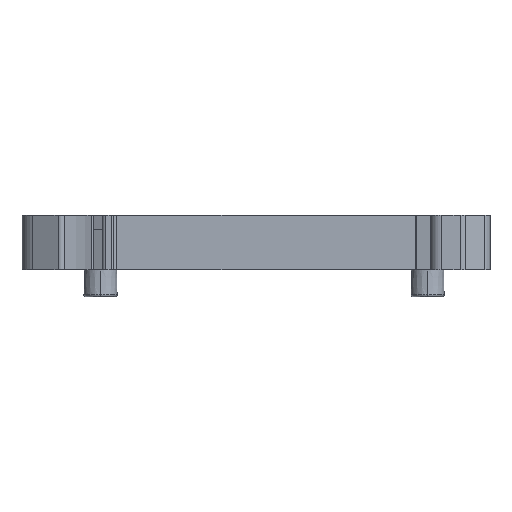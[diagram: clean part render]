
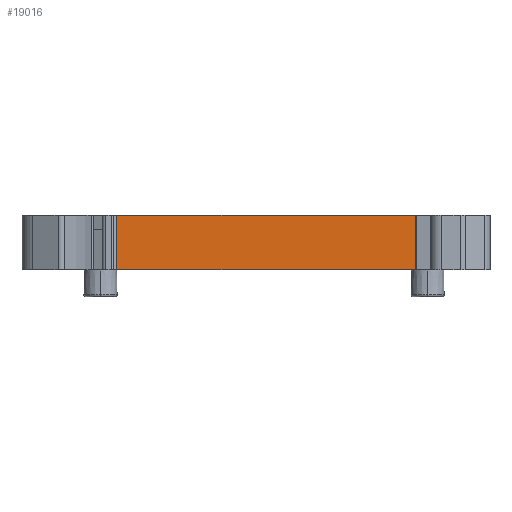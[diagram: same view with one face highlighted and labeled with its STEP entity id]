
A CAD part, front view. The second image highlights one B-rep face of the part: STEP entity #19016.
In plain terms, the highlighted planar face has unit normal (0, -1, 0).
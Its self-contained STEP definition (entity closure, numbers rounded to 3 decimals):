
#756 = PLANE('',#757);
#757 = AXIS2_PLACEMENT_3D('',#758,#759,#760);
#758 = CARTESIAN_POINT('',(0.,0.5,5.1));
#759 = DIRECTION('',(0.,0.,-1.));
#760 = DIRECTION('',(-1.,0.,0.));
#2920 = CYLINDRICAL_SURFACE('',#2921,0.3);
#2921 = AXIS2_PLACEMENT_3D('',#2922,#2923,#2924);
#2922 = CARTESIAN_POINT('',(14.085,0.5,5.189));
#2923 = DIRECTION('',(0.,0.,-1.));
#2924 = DIRECTION('',(0.,1.,0.));
#2933 = VERTEX_POINT('',#2934);
#2934 = CARTESIAN_POINT('',(14.085,0.8,5.1));
#2956 = EDGE_CURVE('',#2933,#2957,#2959,.T.);
#2957 = VERTEX_POINT('',#2958);
#2958 = CARTESIAN_POINT('',(-13.7,0.8,5.1));
#2959 = SURFACE_CURVE('',#2960,(#2964,#2971),.PCURVE_S1.);
#2960 = LINE('',#2961,#2962);
#2961 = CARTESIAN_POINT('',(14.085,0.8,5.1));
#2962 = VECTOR('',#2963,1.);
#2963 = DIRECTION('',(-1.,0.,0.));
#2964 = PCURVE('',#756,#2965);
#2965 = DEFINITIONAL_REPRESENTATION('',(#2966),#2970);
#2966 = LINE('',#2967,#2968);
#2967 = CARTESIAN_POINT('',(-14.085,0.3));
#2968 = VECTOR('',#2969,1.);
#2969 = DIRECTION('',(1.,0.));
#2970 = ( GEOMETRIC_REPRESENTATION_CONTEXT(2) 
PARAMETRIC_REPRESENTATION_CONTEXT() REPRESENTATION_CONTEXT('2D SPACE',''
  ) );
#2971 = PCURVE('',#2972,#2977);
#2972 = PLANE('',#2973);
#2973 = AXIS2_PLACEMENT_3D('',#2974,#2975,#2976);
#2974 = CARTESIAN_POINT('',(14.111,0.8,5.1));
#2975 = DIRECTION('',(0.,1.,0.));
#2976 = DIRECTION('',(-1.,0.,0.));
#2977 = DEFINITIONAL_REPRESENTATION('',(#2978),#2982);
#2978 = LINE('',#2979,#2980);
#2979 = CARTESIAN_POINT('',(0.026,0.));
#2980 = VECTOR('',#2981,1.);
#2981 = DIRECTION('',(1.,0.));
#2982 = ( GEOMETRIC_REPRESENTATION_CONTEXT(2) 
PARAMETRIC_REPRESENTATION_CONTEXT() REPRESENTATION_CONTEXT('2D SPACE',''
  ) );
#3001 = CYLINDRICAL_SURFACE('',#3002,0.3);
#3002 = AXIS2_PLACEMENT_3D('',#3003,#3004,#3005);
#3003 = CARTESIAN_POINT('',(-13.7,0.5,5.189));
#3004 = DIRECTION('',(0.,0.,-1.));
#3005 = DIRECTION('',(-1.,0.,0.));
#5310 = PLANE('',#5311);
#5311 = AXIS2_PLACEMENT_3D('',#5312,#5313,#5314);
#5312 = CARTESIAN_POINT('',(0.,0.5,0.));
#5313 = DIRECTION('',(0.,0.,-1.));
#5314 = DIRECTION('',(-1.,0.,0.));
#8730 = VERTEX_POINT('',#8731);
#8731 = CARTESIAN_POINT('',(-13.7,0.8,0.));
#8757 = EDGE_CURVE('',#8758,#8730,#8760,.T.);
#8758 = VERTEX_POINT('',#8759);
#8759 = CARTESIAN_POINT('',(14.085,0.8,0.));
#8760 = SURFACE_CURVE('',#8761,(#8765,#8772),.PCURVE_S1.);
#8761 = LINE('',#8762,#8763);
#8762 = CARTESIAN_POINT('',(14.085,0.8,0.));
#8763 = VECTOR('',#8764,1.);
#8764 = DIRECTION('',(-1.,0.,0.));
#8765 = PCURVE('',#5310,#8766);
#8766 = DEFINITIONAL_REPRESENTATION('',(#8767),#8771);
#8767 = LINE('',#8768,#8769);
#8768 = CARTESIAN_POINT('',(-14.085,0.3));
#8769 = VECTOR('',#8770,1.);
#8770 = DIRECTION('',(1.,0.));
#8771 = ( GEOMETRIC_REPRESENTATION_CONTEXT(2) 
PARAMETRIC_REPRESENTATION_CONTEXT() REPRESENTATION_CONTEXT('2D SPACE',''
  ) );
#8772 = PCURVE('',#2972,#8773);
#8773 = DEFINITIONAL_REPRESENTATION('',(#8774),#8778);
#8774 = LINE('',#8775,#8776);
#8775 = CARTESIAN_POINT('',(0.026,-5.1));
#8776 = VECTOR('',#8777,1.);
#8777 = DIRECTION('',(1.,0.));
#8778 = ( GEOMETRIC_REPRESENTATION_CONTEXT(2) 
PARAMETRIC_REPRESENTATION_CONTEXT() REPRESENTATION_CONTEXT('2D SPACE',''
  ) );
#18995 = EDGE_CURVE('',#2957,#8730,#18996,.T.);
#18996 = SURFACE_CURVE('',#18997,(#19001,#19008),.PCURVE_S1.);
#18997 = LINE('',#18998,#18999);
#18998 = CARTESIAN_POINT('',(-13.7,0.8,5.1));
#18999 = VECTOR('',#19000,1.);
#19000 = DIRECTION('',(0.,0.,-1.));
#19001 = PCURVE('',#3001,#19002);
#19002 = DEFINITIONAL_REPRESENTATION('',(#19003),#19007);
#19003 = LINE('',#19004,#19005);
#19004 = CARTESIAN_POINT('',(1.571,0.089));
#19005 = VECTOR('',#19006,1.);
#19006 = DIRECTION('',(0.,1.));
#19007 = ( GEOMETRIC_REPRESENTATION_CONTEXT(2) 
PARAMETRIC_REPRESENTATION_CONTEXT() REPRESENTATION_CONTEXT('2D SPACE',''
  ) );
#19008 = PCURVE('',#2972,#19009);
#19009 = DEFINITIONAL_REPRESENTATION('',(#19010),#19014);
#19010 = LINE('',#19011,#19012);
#19011 = CARTESIAN_POINT('',(27.811,0.));
#19012 = VECTOR('',#19013,1.);
#19013 = DIRECTION('',(0.,-1.));
#19014 = ( GEOMETRIC_REPRESENTATION_CONTEXT(2) 
PARAMETRIC_REPRESENTATION_CONTEXT() REPRESENTATION_CONTEXT('2D SPACE',''
  ) );
#19016 = ADVANCED_FACE('',(#19017),#2972,.F.);
#19017 = FACE_BOUND('',#19018,.F.);
#19018 = EDGE_LOOP('',(#19019,#19020,#19041,#19042));
#19019 = ORIENTED_EDGE('',*,*,#2956,.F.);
#19020 = ORIENTED_EDGE('',*,*,#19021,.T.);
#19021 = EDGE_CURVE('',#2933,#8758,#19022,.T.);
#19022 = SURFACE_CURVE('',#19023,(#19027,#19034),.PCURVE_S1.);
#19023 = LINE('',#19024,#19025);
#19024 = CARTESIAN_POINT('',(14.085,0.8,5.1));
#19025 = VECTOR('',#19026,1.);
#19026 = DIRECTION('',(0.,0.,-1.));
#19027 = PCURVE('',#2972,#19028);
#19028 = DEFINITIONAL_REPRESENTATION('',(#19029),#19033);
#19029 = LINE('',#19030,#19031);
#19030 = CARTESIAN_POINT('',(0.026,0.));
#19031 = VECTOR('',#19032,1.);
#19032 = DIRECTION('',(0.,-1.));
#19033 = ( GEOMETRIC_REPRESENTATION_CONTEXT(2) 
PARAMETRIC_REPRESENTATION_CONTEXT() REPRESENTATION_CONTEXT('2D SPACE',''
  ) );
#19034 = PCURVE('',#2920,#19035);
#19035 = DEFINITIONAL_REPRESENTATION('',(#19036),#19040);
#19036 = LINE('',#19037,#19038);
#19037 = CARTESIAN_POINT('',(0.,0.089));
#19038 = VECTOR('',#19039,1.);
#19039 = DIRECTION('',(0.,1.));
#19040 = ( GEOMETRIC_REPRESENTATION_CONTEXT(2) 
PARAMETRIC_REPRESENTATION_CONTEXT() REPRESENTATION_CONTEXT('2D SPACE',''
  ) );
#19041 = ORIENTED_EDGE('',*,*,#8757,.T.);
#19042 = ORIENTED_EDGE('',*,*,#18995,.F.);
